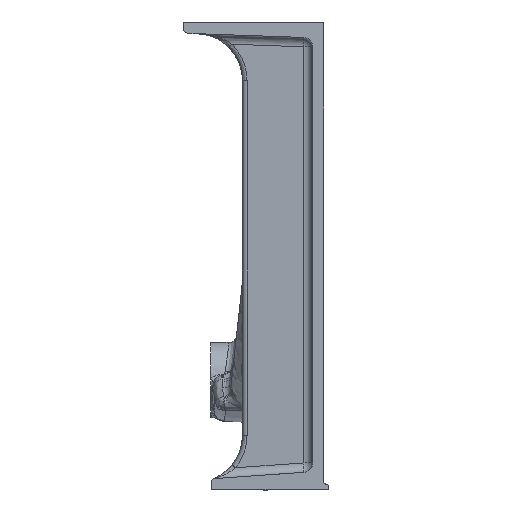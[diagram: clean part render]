
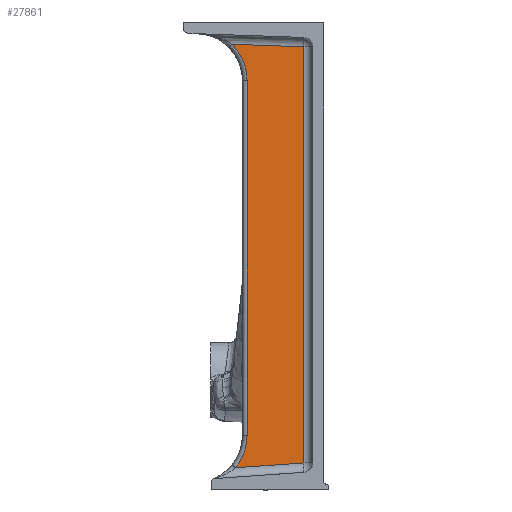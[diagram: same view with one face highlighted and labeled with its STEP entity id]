
A CAD part, left-side view. The second image highlights one B-rep face of the part: STEP entity #27861.
In plain terms, the highlighted planar face has unit normal (-1, 0.018, 0).
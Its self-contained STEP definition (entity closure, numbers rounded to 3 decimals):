
#439 = ORIENTED_EDGE ( 'NONE', *, *, #15454, .T. ) ;
#504 = VERTEX_POINT ( 'NONE', #17969 ) ;
#528 =( BOUNDED_CURVE ( )  B_SPLINE_CURVE ( 3, ( #43177, #29148, #1560, #40178 ),
 .UNSPECIFIED., .F., .T. ) 
 B_SPLINE_CURVE_WITH_KNOTS ( ( 4, 4 ),
 ( 3.142, 3.819 ),
 .UNSPECIFIED. ) 
 CURVE ( )  GEOMETRIC_REPRESENTATION_ITEM ( )  RATIONAL_B_SPLINE_CURVE ( ( 1., 0.962, 0.962, 1. ) ) 
 REPRESENTATION_ITEM ( '' )  );
#1560 = CARTESIAN_POINT ( 'NONE',  ( -1056.012, 86.294, -231.319 ) ) ;
#2629 = VERTEX_POINT ( 'NONE', #38924 ) ;
#2995 = EDGE_CURVE ( 'NONE', #2629, #32915, #528, .T. ) ;
#4194 = CARTESIAN_POINT ( 'NONE',  ( -1057.297, 12.697, -235.484 ) ) ;
#4844 = LINE ( 'NONE', #29444, #36425 ) ;
#5189 = CARTESIAN_POINT ( 'NONE',  ( -1055.988, 87.662, 200.752 ) ) ;
#5310 = LINE ( 'NONE', #22550, #14062 ) ;
#5514 =( BOUNDED_CURVE ( )  B_SPLINE_CURVE ( 3, ( #12531, #5189, #15298, #44251 ),
 .UNSPECIFIED., .F., .T. ) 
 B_SPLINE_CURVE_WITH_KNOTS ( ( 4, 4 ),
 ( 2.362, 3.142 ),
 .UNSPECIFIED. ) 
 CURVE ( )  GEOMETRIC_REPRESENTATION_ITEM ( )  RATIONAL_B_SPLINE_CURVE ( ( 1., 0.95, 0.95, 1. ) ) 
 REPRESENTATION_ITEM ( '' )  );
#7444 = CARTESIAN_POINT ( 'NONE',  ( -1055.808, 97.974, 211.183 ) ) ;
#9081 = ORIENTED_EDGE ( 'NONE', *, *, #2995, .T. ) ;
#9400 = DIRECTION ( 'NONE',  ( 0.017, 0.999, 0.035 ) ) ;
#10728 = VERTEX_POINT ( 'NONE', #23530 ) ;
#11257 = ORIENTED_EDGE ( 'NONE', *, *, #15344, .T. ) ;
#11972 = DIRECTION ( 'NONE',  ( 0., 0., 1. ) ) ;
#12531 = CARTESIAN_POINT ( 'NONE',  ( -1055.808, 97.974, 211.183 ) ) ;
#12705 = PLANE ( 'NONE',  #27281 ) ;
#14062 = VECTOR ( 'NONE', #33565, 1000. ) ;
#14448 = VERTEX_POINT ( 'NONE', #7444 ) ;
#15298 = CARTESIAN_POINT ( 'NONE',  ( -1056.086, 82.087, 187.184 ) ) ;
#15344 = EDGE_CURVE ( 'NONE', #504, #10728, #4844, .T. ) ;
#15454 = EDGE_CURVE ( 'NONE', #10728, #14448, #30544, .T. ) ;
#17969 = CARTESIAN_POINT ( 'NONE',  ( -1057.138, 21.825, -236.123 ) ) ;
#18206 = LINE ( 'NONE', #4194, #44524 ) ;
#21878 = ORIENTED_EDGE ( 'NONE', *, *, #39282, .T. ) ;
#22550 = CARTESIAN_POINT ( 'NONE',  ( -1056.086, 82.087, 298.571 ) ) ;
#22610 = FACE_OUTER_BOUND ( 'NONE', #36539, .T. ) ;
#23422 = CARTESIAN_POINT ( 'NONE',  ( -1055.152, 135.604, 212.497 ) ) ;
#23530 = CARTESIAN_POINT ( 'NONE',  ( -1057.138, 21.825, 208.524 ) ) ;
#24416 = DIRECTION ( 'NONE',  ( -0.017, -1., 0. ) ) ;
#26713 = CARTESIAN_POINT ( 'NONE',  ( -1057.196, 18.453, 298.571 ) ) ;
#27281 = AXIS2_PLACEMENT_3D ( 'NONE', #26713, #40746, #24416 ) ;
#27465 = ORIENTED_EDGE ( 'NONE', *, *, #28589, .T. ) ;
#27861 = ADVANCED_FACE ( 'NONE', ( #22610 ), #12705, .T. ) ;
#28101 = VERTEX_POINT ( 'NONE', #37740 ) ;
#28351 = VECTOR ( 'NONE', #9400, 1000. ) ;
#28589 = EDGE_CURVE ( 'NONE', #28101, #2629, #5310, .T. ) ;
#29148 = CARTESIAN_POINT ( 'NONE',  ( -1056.086, 82.087, -219.377 ) ) ;
#29444 = CARTESIAN_POINT ( 'NONE',  ( -1057.138, 21.825, 218.181 ) ) ;
#30544 = LINE ( 'NONE', #23422, #28351 ) ;
#32689 = DIRECTION ( 'NONE',  ( -0.017, -0.997, 0.07 ) ) ;
#32915 = VERTEX_POINT ( 'NONE', #38152 ) ;
#33565 = DIRECTION ( 'NONE',  ( 0., 0., -1. ) ) ;
#36425 = VECTOR ( 'NONE', #11972, 1000. ) ;
#36539 = EDGE_LOOP ( 'NONE', ( #439, #21878, #27465, #9081, #39289, #11257 ) ) ;
#37740 = CARTESIAN_POINT ( 'NONE',  ( -1056.086, 82.087, 172.516 ) ) ;
#38152 = CARTESIAN_POINT ( 'NONE',  ( -1055.874, 94.229, -241.186 ) ) ;
#38924 = CARTESIAN_POINT ( 'NONE',  ( -1056.086, 82.087, -206.716 ) ) ;
#39282 = EDGE_CURVE ( 'NONE', #14448, #28101, #5514, .T. ) ;
#39289 = ORIENTED_EDGE ( 'NONE', *, *, #44874, .T. ) ;
#40178 = CARTESIAN_POINT ( 'NONE',  ( -1055.874, 94.229, -241.186 ) ) ;
#40746 = DIRECTION ( 'NONE',  ( -1., 0.017, 0. ) ) ;
#43177 = CARTESIAN_POINT ( 'NONE',  ( -1056.086, 82.087, -206.716 ) ) ;
#44251 = CARTESIAN_POINT ( 'NONE',  ( -1056.086, 82.087, 172.516 ) ) ;
#44524 = VECTOR ( 'NONE', #32689, 1000. ) ;
#44874 = EDGE_CURVE ( 'NONE', #32915, #504, #18206, .T. ) ;
